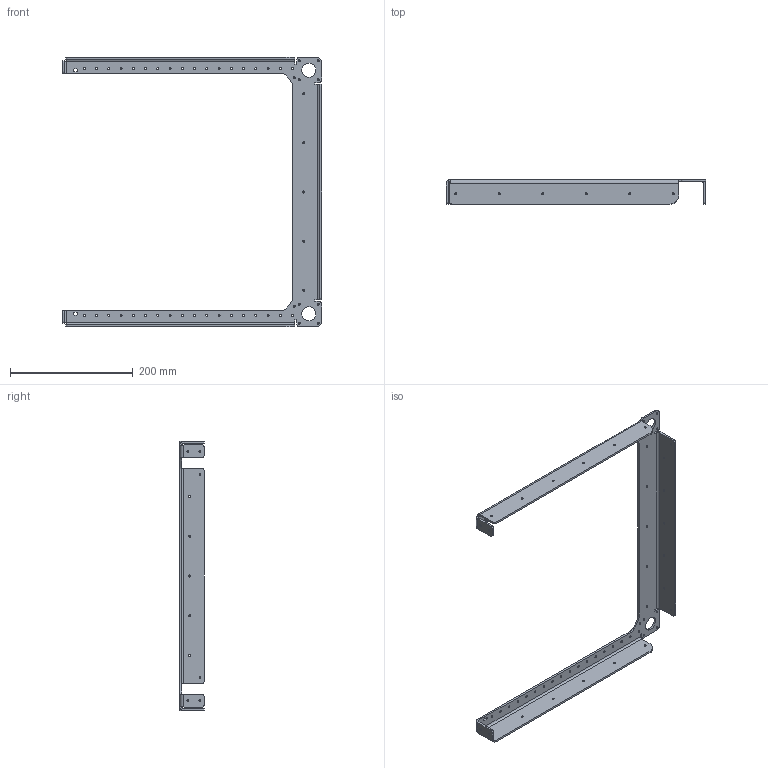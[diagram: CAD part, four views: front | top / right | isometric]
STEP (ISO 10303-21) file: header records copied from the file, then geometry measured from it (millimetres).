
FILE_DESCRIPTION(/* description */ (''),/* implementation_level */ '2;1');
FILE_NAME(/* name */ 'topA.stp',/* time_stamp */ '2016-07-14T20:11:14-07:00',/* author */ ('brent'),/* organization */ (''),/* preprocessor_version */ 'ST-DEVELOPER v16.1',/* originating_system */ 'Autodesk Inventor 2016',/* authorisation */ '');
FILE_SCHEMA (('AUTOMOTIVE_DESIGN { 1 0 10303 214 3 1 1 }'));
Length unit declared in the file: inch
Products named in the file (1): frame
Bounding box: 423.4 x 40 x 439.1 mm (x, y, z)
Volume: 248376.1 mm3; surface area: 168558.9 mm2
Topology: 1 solids, 1 shells, 176 faces, 482 edges, 308 vertices
Faces by surface type: cylinder 114, plane 62
Full cylindrical faces by diameter (mm): 2.9 x2, 3.3 x46, 3.302 x26, 23 x2
Entity records: 5592 total; most frequent: DIRECTION 988, CARTESIAN_POINT 891, ORIENTED_EDGE 812, EDGE_LOOP 408, EDGE_CURVE 406, AXIS2_PLACEMENT_3D 405, VERTEX_POINT 308, FACE_BOUND 232
